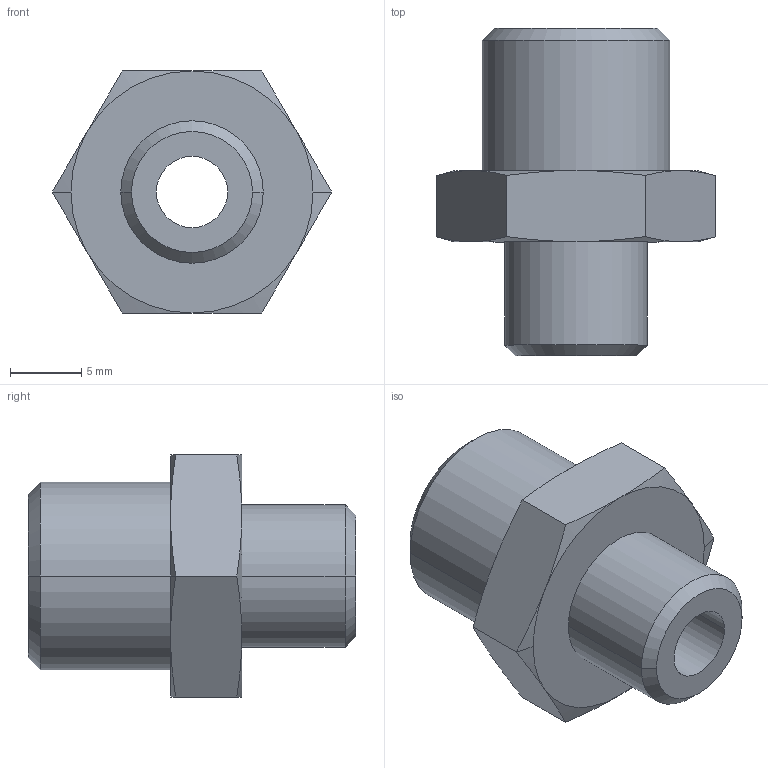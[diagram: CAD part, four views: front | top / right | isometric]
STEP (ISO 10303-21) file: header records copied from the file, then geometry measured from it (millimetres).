
FILE_DESCRIPTION(('STEP AP214'),'1');
FILE_NAME('COVAL_IM14M10M.stp','2017-12-28T08:28:38',('TraceParts'),('TraceParts S.A.'),'Spatial InterOp 3D',' ',' ');
FILE_SCHEMA(('automotive_design'));
Length unit declared in the file: millimetre
Products named in the file (1): COVAL_IM14M10M
Bounding box: 19.63 x 23 x 17 mm (x, y, z)
Volume: 2760.6 mm3; surface area: 1733.1 mm2
Topology: 1 solids, 1 shells, 36 faces, 76 edges, 44 vertices
Faces by surface type: cone 20, plane 10, cylinder 6
Entity records: 1292 total; most frequent: CARTESIAN_POINT 237, DIRECTION 158, ORIENTED_EDGE 152, EDGE_CURVE 76, AXIS2_PLACEMENT_3D 69, VERTEX_POINT 44, EDGE_LOOP 40, STYLED_ITEM 36
